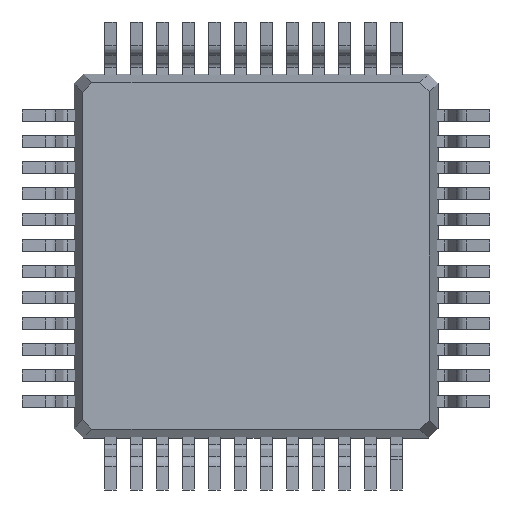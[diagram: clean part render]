
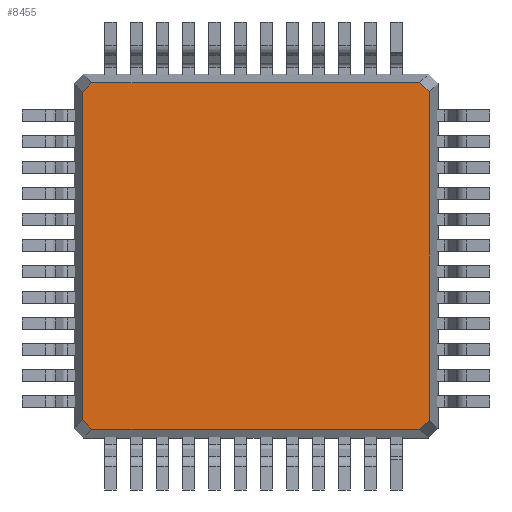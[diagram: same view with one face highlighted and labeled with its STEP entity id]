
A CAD part, front view. The second image highlights one B-rep face of the part: STEP entity #8455.
In plain terms, the highlighted planar face has unit normal (0, -1, 0).
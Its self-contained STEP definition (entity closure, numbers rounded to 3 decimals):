
#271 = VECTOR ( 'NONE', #25870, 1000. ) ;
#384 = CARTESIAN_POINT ( 'NONE',  ( 0., -0.7, 0. ) ) ;
#391 = DIRECTION ( 'NONE',  ( 1., 0., 0. ) ) ;
#614 = DIRECTION ( 'NONE',  ( 0., 1., 0. ) ) ;
#1364 = CARTESIAN_POINT ( 'NONE',  ( -3.33, -0.7, -3.5 ) ) ;
#1879 = LINE ( 'NONE', #8497, #14779 ) ;
#2103 = ORIENTED_EDGE ( 'NONE', *, *, #2226, .T. ) ;
#2226 = EDGE_CURVE ( 'NONE', #32659, #4971, #5381, .T. ) ;
#2944 = PLANE ( 'NONE',  #3055 ) ;
#2951 = ORIENTED_EDGE ( 'NONE', *, *, #8871, .T. ) ;
#3055 = AXIS2_PLACEMENT_3D ( 'NONE', #384, #614, #11279 ) ;
#4282 = VERTEX_POINT ( 'NONE', #29572 ) ;
#4750 = LINE ( 'NONE', #1364, #14347 ) ;
#4908 = EDGE_CURVE ( 'NONE', #8709, #15015, #20801, .T. ) ;
#4971 = VERTEX_POINT ( 'NONE', #12679 ) ;
#5381 = LINE ( 'NONE', #11676, #31971 ) ;
#5400 = DIRECTION ( 'NONE',  ( 0.728, 0., 0.686 ) ) ;
#7233 = ORIENTED_EDGE ( 'NONE', *, *, #13202, .T. ) ;
#8450 = ORIENTED_EDGE ( 'NONE', *, *, #13045, .F. ) ;
#8455 = ADVANCED_FACE ( 'NONE', ( #12543 ), #2944, .F. ) ;
#8497 = CARTESIAN_POINT ( 'NONE',  ( -3.5, -0.7, -3.33 ) ) ;
#8709 = VERTEX_POINT ( 'NONE', #9857 ) ;
#8871 = EDGE_CURVE ( 'NONE', #26830, #4282, #18935, .T. ) ;
#9039 = LINE ( 'NONE', #21701, #28953 ) ;
#9298 = EDGE_CURVE ( 'NONE', #26830, #4971, #4750, .T. ) ;
#9402 = VERTEX_POINT ( 'NONE', #25830 ) ;
#9620 = DIRECTION ( 'NONE',  ( -0.686, 0., -0.728 ) ) ;
#9857 = CARTESIAN_POINT ( 'NONE',  ( 3.33, -0.7, -3.155 ) ) ;
#11279 = DIRECTION ( 'NONE',  ( 0., 0., 1. ) ) ;
#11676 = CARTESIAN_POINT ( 'NONE',  ( -3.341, -0.7, 3.133 ) ) ;
#11893 = CARTESIAN_POINT ( 'NONE',  ( -3.33, -0.7, -3.145 ) ) ;
#11983 = DIRECTION ( 'NONE',  ( 0., 0., 1. ) ) ;
#12092 = CARTESIAN_POINT ( 'NONE',  ( 3.33, -0.7, -3.5 ) ) ;
#12429 = VERTEX_POINT ( 'NONE', #25242 ) ;
#12440 = CARTESIAN_POINT ( 'NONE',  ( -3.5, -0.7, 3.33 ) ) ;
#12539 = ORIENTED_EDGE ( 'NONE', *, *, #4908, .T. ) ;
#12543 = FACE_OUTER_BOUND ( 'NONE', #19849, .T. ) ;
#12632 = EDGE_CURVE ( 'NONE', #12429, #8709, #30692, .T. ) ;
#12679 = CARTESIAN_POINT ( 'NONE',  ( -3.33, -0.7, 3.145 ) ) ;
#13045 = EDGE_CURVE ( 'NONE', #32659, #9402, #13210, .T. ) ;
#13053 = CARTESIAN_POINT ( 'NONE',  ( 3.133, -0.7, -3.341 ) ) ;
#13202 = EDGE_CURVE ( 'NONE', #15015, #9402, #9039, .T. ) ;
#13210 = LINE ( 'NONE', #12440, #29811 ) ;
#13350 = VECTOR ( 'NONE', #11983, 1000. ) ;
#14347 = VECTOR ( 'NONE', #22582, 1000. ) ;
#14779 = VECTOR ( 'NONE', #391, 1000. ) ;
#15015 = VERTEX_POINT ( 'NONE', #32220 ) ;
#15417 = CARTESIAN_POINT ( 'NONE',  ( -3.33, -0.7, -3.145 ) ) ;
#15588 = ORIENTED_EDGE ( 'NONE', *, *, #12632, .T. ) ;
#18218 = ORIENTED_EDGE ( 'NONE', *, *, #9298, .F. ) ;
#18935 = LINE ( 'NONE', #15417, #271 ) ;
#19156 = DIRECTION ( 'NONE',  ( -0.728, 0., 0.686 ) ) ;
#19849 = EDGE_LOOP ( 'NONE', ( #18218, #2951, #31547, #15588, #12539, #7233, #8450, #2103 ) ) ;
#20801 = LINE ( 'NONE', #12092, #13350 ) ;
#21108 = VECTOR ( 'NONE', #5400, 1000. ) ;
#21701 = CARTESIAN_POINT ( 'NONE',  ( 3.133, -0.7, 3.341 ) ) ;
#22582 = DIRECTION ( 'NONE',  ( 0., 0., 1. ) ) ;
#25242 = CARTESIAN_POINT ( 'NONE',  ( 3.145, -0.7, -3.33 ) ) ;
#25830 = CARTESIAN_POINT ( 'NONE',  ( 3.145, -0.7, 3.33 ) ) ;
#25870 = DIRECTION ( 'NONE',  ( 0.686, 0., -0.728 ) ) ;
#26669 = CARTESIAN_POINT ( 'NONE',  ( -3.155, -0.7, 3.33 ) ) ;
#26830 = VERTEX_POINT ( 'NONE', #11893 ) ;
#28953 = VECTOR ( 'NONE', #19156, 1000. ) ;
#29572 = CARTESIAN_POINT ( 'NONE',  ( -3.155, -0.7, -3.33 ) ) ;
#29811 = VECTOR ( 'NONE', #31009, 1000. ) ;
#30594 = EDGE_CURVE ( 'NONE', #4282, #12429, #1879, .T. ) ;
#30692 = LINE ( 'NONE', #13053, #21108 ) ;
#31009 = DIRECTION ( 'NONE',  ( 1., 0., 0. ) ) ;
#31547 = ORIENTED_EDGE ( 'NONE', *, *, #30594, .T. ) ;
#31971 = VECTOR ( 'NONE', #9620, 1000. ) ;
#32220 = CARTESIAN_POINT ( 'NONE',  ( 3.33, -0.7, 3.155 ) ) ;
#32659 = VERTEX_POINT ( 'NONE', #26669 ) ;
